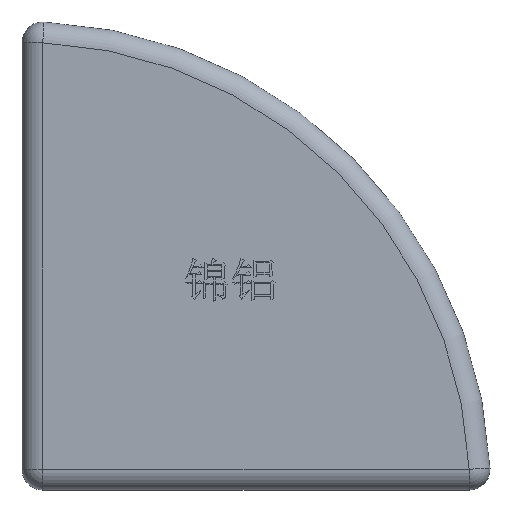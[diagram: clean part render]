
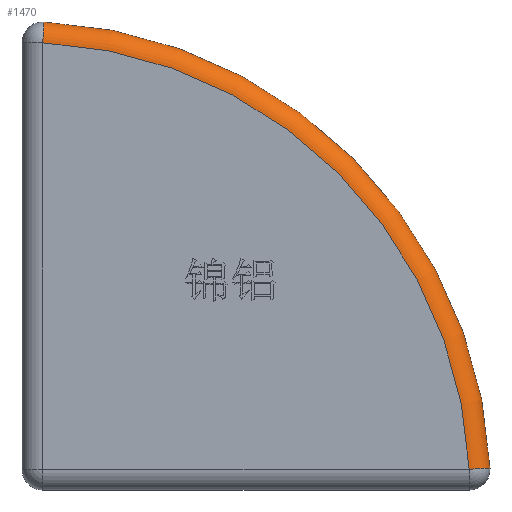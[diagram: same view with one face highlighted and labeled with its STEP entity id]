
A CAD part, front view. The second image highlights one B-rep face of the part: STEP entity #1470.
In plain terms, the highlighted toroidal (fillet/blend) face has major radius 43 mm and minor radius 2 mm.
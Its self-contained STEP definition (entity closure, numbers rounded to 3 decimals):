
#2 = DIRECTION ( 'NONE',  ( 0.047, 0., -0.999 ) ) ;
#13 = CIRCLE ( 'NONE', #3274, 2. ) ;
#19 = ORIENTED_EDGE ( 'NONE', *, *, #1136, .T. ) ;
#97 = ORIENTED_EDGE ( 'NONE', *, *, #3453, .F. ) ;
#264 = AXIS2_PLACEMENT_3D ( 'NONE', #2910, #6518, #3419 ) ;
#280 = VERTEX_POINT ( 'NONE', #1851 ) ;
#760 = AXIS2_PLACEMENT_3D ( 'NONE', #3005, #6636, #3527 ) ;
#853 = CARTESIAN_POINT ( 'NONE',  ( -18., 2., 22.953 ) ) ;
#1034 = CARTESIAN_POINT ( 'NONE',  ( -18., 0., 22.953 ) ) ;
#1136 = EDGE_CURVE ( 'NONE', #280, #3433, #4633, .T. ) ;
#1470 = ADVANCED_FACE ( 'NONE', ( #5606 ), #2999, .T. ) ;
#1559 = VERTEX_POINT ( 'NONE', #6655 ) ;
#1851 = CARTESIAN_POINT ( 'NONE',  ( -17.907, 2., 24.951 ) ) ;
#2040 = ORIENTED_EDGE ( 'NONE', *, *, #2884, .F. ) ;
#2266 = AXIS2_PLACEMENT_3D ( 'NONE', #5482, #5977, #6063 ) ;
#2299 = ORIENTED_EDGE ( 'NONE', *, *, #6166, .F. ) ;
#2750 = AXIS2_PLACEMENT_3D ( 'NONE', #853, #3976, #6035 ) ;
#2884 = EDGE_CURVE ( 'NONE', #280, #1559, #4522, .T. ) ;
#2910 = CARTESIAN_POINT ( 'NONE',  ( -20., 2., -20. ) ) ;
#2999 = TOROIDAL_SURFACE ( 'NONE', #2266, 43., 2. ) ;
#3005 = CARTESIAN_POINT ( 'NONE',  ( -20., 0., -20. ) ) ;
#3007 = CIRCLE ( 'NONE', #760, 43. ) ;
#3128 = CARTESIAN_POINT ( 'NONE',  ( 22.953, 2., -18. ) ) ;
#3274 = AXIS2_PLACEMENT_3D ( 'NONE', #3128, #2, #3649 ) ;
#3419 = DIRECTION ( 'NONE',  ( 0., 0., -1. ) ) ;
#3433 = VERTEX_POINT ( 'NONE', #1034 ) ;
#3453 = EDGE_CURVE ( 'NONE', #1559, #4108, #13, .T. ) ;
#3527 = DIRECTION ( 'NONE',  ( 0., 0., -1. ) ) ;
#3649 = DIRECTION ( 'NONE',  ( -0.999, 0., -0.047 ) ) ;
#3976 = DIRECTION ( 'NONE',  ( 0.999, 0., -0.047 ) ) ;
#4108 = VERTEX_POINT ( 'NONE', #6019 ) ;
#4522 = CIRCLE ( 'NONE', #264, 45. ) ;
#4573 = EDGE_LOOP ( 'NONE', ( #19, #2299, #97, #2040 ) ) ;
#4633 = CIRCLE ( 'NONE', #2750, 2. ) ;
#5482 = CARTESIAN_POINT ( 'NONE',  ( -20., 2., -20. ) ) ;
#5606 = FACE_OUTER_BOUND ( 'NONE', #4573, .T. ) ;
#5977 = DIRECTION ( 'NONE',  ( 0., -1., 0. ) ) ;
#6019 = CARTESIAN_POINT ( 'NONE',  ( 22.953, 0., -18. ) ) ;
#6035 = DIRECTION ( 'NONE',  ( 0.047, 0., 0.999 ) ) ;
#6063 = DIRECTION ( 'NONE',  ( 0., 0., -1. ) ) ;
#6166 = EDGE_CURVE ( 'NONE', #4108, #3433, #3007, .T. ) ;
#6518 = DIRECTION ( 'NONE',  ( 0., 1., 0. ) ) ;
#6636 = DIRECTION ( 'NONE',  ( 0., -1., 0. ) ) ;
#6655 = CARTESIAN_POINT ( 'NONE',  ( 24.951, 2., -17.907 ) ) ;
